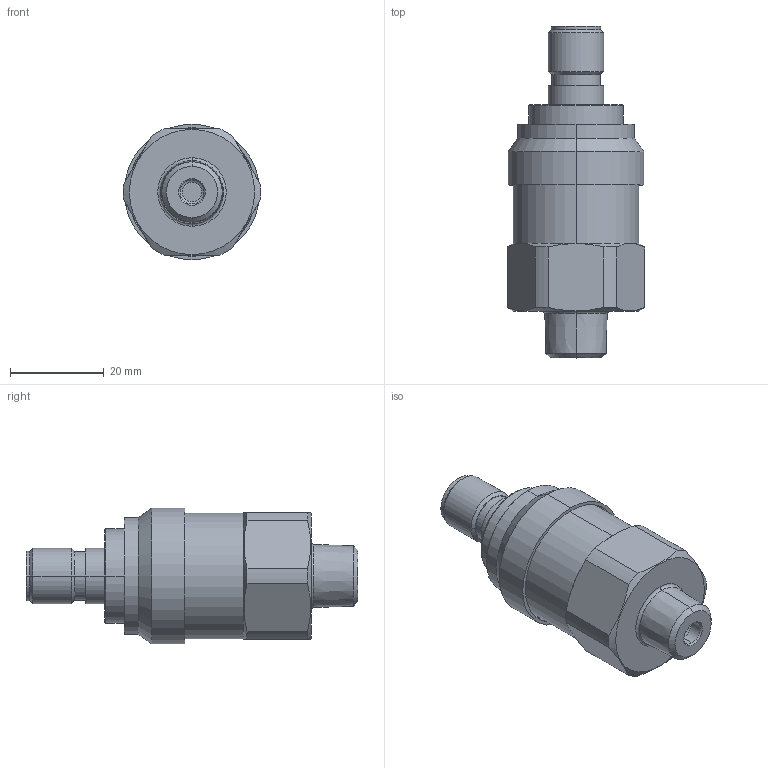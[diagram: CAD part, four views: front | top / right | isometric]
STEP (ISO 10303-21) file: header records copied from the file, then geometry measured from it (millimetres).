
FILE_DESCRIPTION (( 'STEP AP214' ), '1' );
FILE_NAME ('847X.XX.XX.19.35.STEP', '2017-06-26T12:07:03', ( 'upgadmin' ), ( 'Hewlett-Packard Company' ), 'SwSTEP 2.0', 'SolidWorks 2016', '' );
FILE_SCHEMA (( 'AUTOMOTIVE_DESIGN' ));
Length unit declared in the file: millimetre
Products named in the file (9): M12x1; K71013; C24031; C27236_defeatured; 847X.XX.XX.19.35; K71013_K71013; C24031_C24031
Assembly tree (4 placements, depth 2):
  M12x1
  K71013
  C24031
  C27236_defeatured
  847X.XX.XX.19.35
    C27236_defeatured
    C24031_C24031
    K71013_K71013
    M12x1
Bounding box: 29.48 x 71 x 29 mm (x, y, z)
Volume: 26895.4 mm3; surface area: 10619.4 mm2
Topology: 4 solids, 4 shells, 152 faces, 316 edges, 190 vertices
Faces by surface type: cylinder 59, plane 35, torus 30, cone 28
Entity records: 4849 total; most frequent: DIRECTION 818, CARTESIAN_POINT 802, ORIENTED_EDGE 632, AXIS2_PLACEMENT_3D 358, EDGE_CURVE 316, CIRCLE 198, VERTEX_POINT 190, EDGE_LOOP 174
